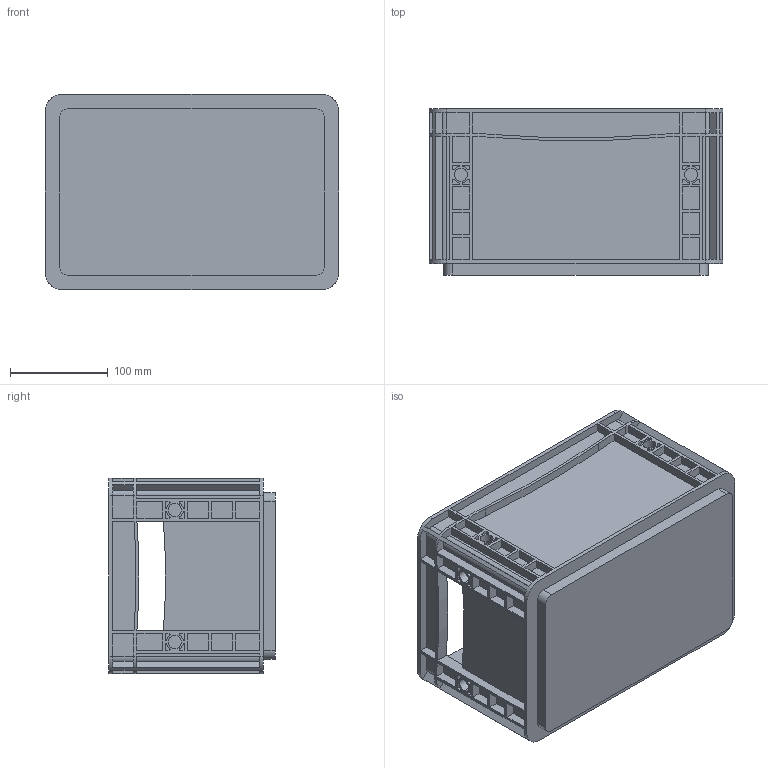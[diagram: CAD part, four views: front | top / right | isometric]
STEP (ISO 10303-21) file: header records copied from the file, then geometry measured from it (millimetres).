
FILE_DESCRIPTION (( 'STEP AP214' ), '1' );
FILE_NAME ('30 x 20 x 17 - EG 32-17 (Front side opened) [similar].STEP', '2022-04-22T08:42:44', ( '' ), ( '' ), 'SwSTEP 2.0', 'SolidWorks 2021', '' );
FILE_SCHEMA (( 'AUTOMOTIVE_DESIGN' ));
Length unit declared in the file: millimetre
Products named in the file (1): 30 x 20 x 17 - EG 32-17 (Front side opened) [similar]
Bounding box: 300 x 170 x 200 mm (x, y, z)
Volume: 972559.2 mm3; surface area: 505420.5 mm2
Topology: 1 solids, 1 shells, 603 faces, 1560 edges, 1040 vertices
Faces by surface type: plane 425, cylinder 178
Entity records: 18424 total; most frequent: CARTESIAN_POINT 3204, DIRECTION 3156, ORIENTED_EDGE 3120, EDGE_CURVE 1560, LINE 1172, VECTOR 1172, VERTEX_POINT 1040, AXIS2_PLACEMENT_3D 992
